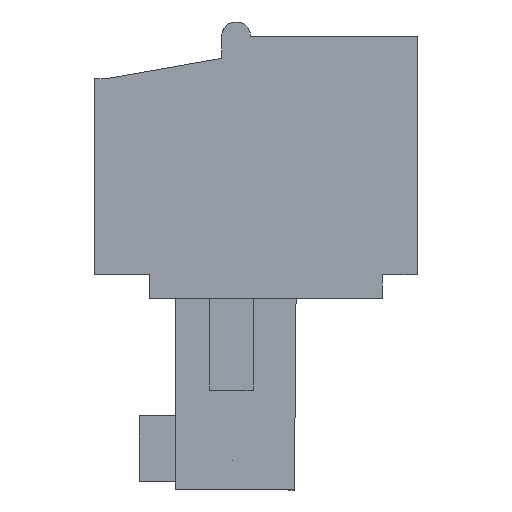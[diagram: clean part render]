
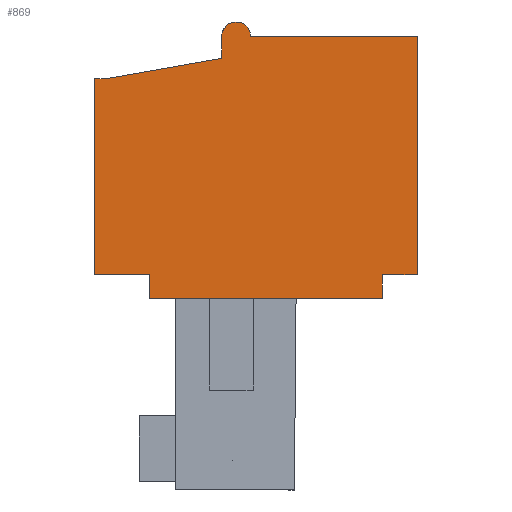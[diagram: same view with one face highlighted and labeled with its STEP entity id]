
A CAD part, left-side view. The second image highlights one B-rep face of the part: STEP entity #869.
In plain terms, the highlighted planar face has unit normal (-1, 0, 0).
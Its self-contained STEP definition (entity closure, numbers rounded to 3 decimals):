
#785=AXIS2_PLACEMENT_3D('Plane Axis2P3D',#782,#783,#784) ;
#803=AXIS2_PLACEMENT_3D('Circle Axis2P3D',#801,#802,$) ;
#40=CARTESIAN_POINT('Vertex',(0.,1.2,7.4)) ;
#45=CARTESIAN_POINT('Line Origine',(0.,1.2,7.)) ;
#49=CARTESIAN_POINT('Vertex',(0.,1.2,6.6)) ;
#670=CARTESIAN_POINT('Vertex',(0.,0.,7.4)) ;
#673=CARTESIAN_POINT('Line Origine',(0.,0.6,7.4)) ;
#782=CARTESIAN_POINT('Axis2P3D Location',(0.,0.,0.)) ;
#787=CARTESIAN_POINT('Line Origine',(0.,0.,11.5)) ;
#791=CARTESIAN_POINT('Vertex',(0.,0.,15.6)) ;
#794=CARTESIAN_POINT('Line Origine',(0.,2.865,15.6)) ;
#798=CARTESIAN_POINT('Vertex',(0.,5.73,15.6)) ;
#801=CARTESIAN_POINT('Axis2P3D Location',(0.,6.23,15.6)) ;
#805=CARTESIAN_POINT('Vertex',(0.,6.73,15.6)) ;
#808=CARTESIAN_POINT('Line Origine',(0.,6.73,15.225)) ;
#812=CARTESIAN_POINT('Vertex',(0.,6.73,14.85)) ;
#815=CARTESIAN_POINT('Line Origine',(0.,8.715,14.5)) ;
#819=CARTESIAN_POINT('Vertex',(0.,10.7,14.15)) ;
#822=CARTESIAN_POINT('Line Origine',(0.,10.9,14.15)) ;
#826=CARTESIAN_POINT('Vertex',(0.,11.1,14.15)) ;
#829=CARTESIAN_POINT('Line Origine',(0.,11.1,10.775)) ;
#833=CARTESIAN_POINT('Vertex',(0.,11.1,7.4)) ;
#836=CARTESIAN_POINT('Line Origine',(0.,10.15,7.4)) ;
#840=CARTESIAN_POINT('Vertex',(0.,9.2,7.4)) ;
#843=CARTESIAN_POINT('Line Origine',(0.,9.2,7.)) ;
#847=CARTESIAN_POINT('Vertex',(0.,9.2,6.6)) ;
#850=CARTESIAN_POINT('Line Origine',(0.,5.2,6.6)) ;
#46=DIRECTION('Vector Direction',(0.,0.,-1.)) ;
#674=DIRECTION('Vector Direction',(0.,1.,0.)) ;
#783=DIRECTION('Axis2P3D Direction',(-1.,0.,0.)) ;
#784=DIRECTION('Axis2P3D XDirection',(0.,0.,1.)) ;
#788=DIRECTION('Vector Direction',(0.,0.,-1.)) ;
#795=DIRECTION('Vector Direction',(0.,-1.,0.)) ;
#802=DIRECTION('Axis2P3D Direction',(-1.,0.,0.)) ;
#809=DIRECTION('Vector Direction',(0.,0.,1.)) ;
#816=DIRECTION('Vector Direction',(0.,-0.985,0.174)) ;
#823=DIRECTION('Vector Direction',(0.,-1.,0.)) ;
#830=DIRECTION('Vector Direction',(0.,0.,1.)) ;
#837=DIRECTION('Vector Direction',(0.,1.,0.)) ;
#844=DIRECTION('Vector Direction',(0.,0.,1.)) ;
#851=DIRECTION('Vector Direction',(0.,1.,0.)) ;
#47=VECTOR('Line Direction',#46,1.) ;
#675=VECTOR('Line Direction',#674,1.) ;
#789=VECTOR('Line Direction',#788,1.) ;
#796=VECTOR('Line Direction',#795,1.) ;
#810=VECTOR('Line Direction',#809,1.) ;
#817=VECTOR('Line Direction',#816,1.) ;
#824=VECTOR('Line Direction',#823,1.) ;
#831=VECTOR('Line Direction',#830,1.) ;
#838=VECTOR('Line Direction',#837,1.) ;
#845=VECTOR('Line Direction',#844,1.) ;
#852=VECTOR('Line Direction',#851,1.) ;
#856=ORIENTED_EDGE('',*,*,#793,.T.) ;
#857=ORIENTED_EDGE('',*,*,#800,.T.) ;
#858=ORIENTED_EDGE('',*,*,#807,.T.) ;
#859=ORIENTED_EDGE('',*,*,#814,.T.) ;
#860=ORIENTED_EDGE('',*,*,#821,.T.) ;
#861=ORIENTED_EDGE('',*,*,#828,.T.) ;
#862=ORIENTED_EDGE('',*,*,#835,.T.) ;
#863=ORIENTED_EDGE('',*,*,#842,.T.) ;
#864=ORIENTED_EDGE('',*,*,#849,.T.) ;
#865=ORIENTED_EDGE('',*,*,#854,.T.) ;
#866=ORIENTED_EDGE('',*,*,#51,.T.) ;
#867=ORIENTED_EDGE('',*,*,#677,.T.) ;
#869=ADVANCED_FACE('HOUSING',(#868),#786,.T.) ;
#804=CIRCLE('generated circle',#803,0.5) ;
#51=EDGE_CURVE('',#50,#41,#48,.F.) ;
#677=EDGE_CURVE('',#41,#671,#676,.F.) ;
#793=EDGE_CURVE('',#671,#792,#790,.F.) ;
#800=EDGE_CURVE('',#792,#799,#797,.F.) ;
#807=EDGE_CURVE('',#799,#806,#804,.T.) ;
#814=EDGE_CURVE('',#806,#813,#811,.F.) ;
#821=EDGE_CURVE('',#813,#820,#818,.F.) ;
#828=EDGE_CURVE('',#820,#827,#825,.F.) ;
#835=EDGE_CURVE('',#827,#834,#832,.F.) ;
#842=EDGE_CURVE('',#834,#841,#839,.F.) ;
#849=EDGE_CURVE('',#841,#848,#846,.F.) ;
#854=EDGE_CURVE('',#848,#50,#853,.F.) ;
#855=EDGE_LOOP('',(#856,#857,#858,#859,#860,#861,#862,#863,#864,#865,#866,#867)) ;
#868=FACE_OUTER_BOUND('',#855,.T.) ;
#48=LINE('Line',#45,#47) ;
#676=LINE('Line',#673,#675) ;
#790=LINE('Line',#787,#789) ;
#797=LINE('Line',#794,#796) ;
#811=LINE('Line',#808,#810) ;
#818=LINE('Line',#815,#817) ;
#825=LINE('Line',#822,#824) ;
#832=LINE('Line',#829,#831) ;
#839=LINE('Line',#836,#838) ;
#846=LINE('Line',#843,#845) ;
#853=LINE('Line',#850,#852) ;
#786=PLANE('',#785) ;
#41=VERTEX_POINT('',#40) ;
#50=VERTEX_POINT('',#49) ;
#671=VERTEX_POINT('',#670) ;
#792=VERTEX_POINT('',#791) ;
#799=VERTEX_POINT('',#798) ;
#806=VERTEX_POINT('',#805) ;
#813=VERTEX_POINT('',#812) ;
#820=VERTEX_POINT('',#819) ;
#827=VERTEX_POINT('',#826) ;
#834=VERTEX_POINT('',#833) ;
#841=VERTEX_POINT('',#840) ;
#848=VERTEX_POINT('',#847) ;
